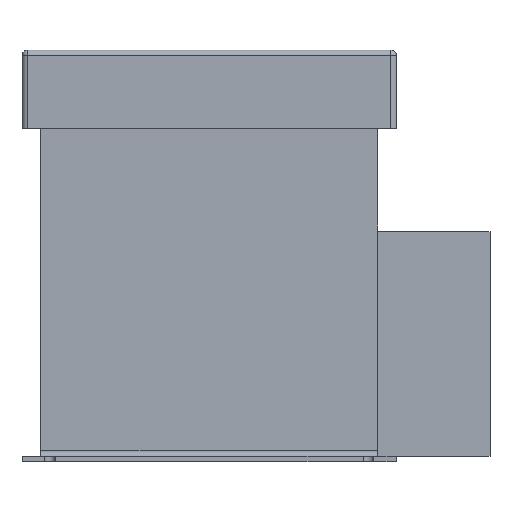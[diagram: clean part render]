
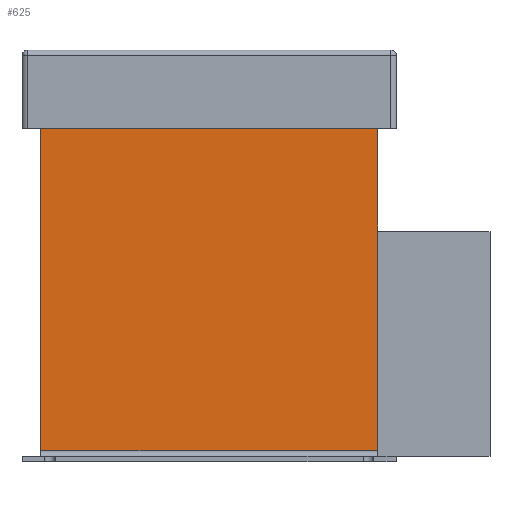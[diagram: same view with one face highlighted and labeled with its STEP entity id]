
A CAD part, left-side view. The second image highlights one B-rep face of the part: STEP entity #625.
In plain terms, the highlighted planar face has unit normal (-1, 0, 0).
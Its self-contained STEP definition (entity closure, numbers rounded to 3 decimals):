
#625=ADVANCED_FACE('',(#3591),#3593,.T.);
#3591=FACE_BOUND('',#3592,.T.);
#3592=EDGE_LOOP('',(#5958,#5959,#5960,#5961));
#3593=PLANE('',#3594);
#3594=AXIS2_PLACEMENT_3D('',#3595,#3596,#3597);
#3595=CARTESIAN_POINT('',(16.,0.,0.));
#3596=DIRECTION('',(-1.,0.,0.));
#3597=DIRECTION('',(0.,0.,-1.));
#5958=ORIENTED_EDGE('',*,*,#7647,.T.);
#5959=ORIENTED_EDGE('',*,*,#7648,.T.);
#5960=ORIENTED_EDGE('',*,*,#7607,.T.);
#5961=ORIENTED_EDGE('',*,*,#7649,.T.);
#7607=EDGE_CURVE('',#8555,#8556,#8557,.T.);
#7647=EDGE_CURVE('',#8616,#8617,#8618,.T.);
#7648=EDGE_CURVE('',#8617,#8555,#8619,.T.);
#7649=EDGE_CURVE('',#8556,#8616,#8620,.T.);
#8555=VERTEX_POINT('',#10327);
#8556=VERTEX_POINT('',#10328);
#8557=LINE('',#10329,#10330);
#8616=VERTEX_POINT('',#10518);
#8617=VERTEX_POINT('',#10519);
#8618=LINE('',#10520,#10521);
#8619=LINE('',#10523,#10524);
#8620=LINE('',#10526,#10527);
#10327=CARTESIAN_POINT('',(16.,10.,178.));
#10328=CARTESIAN_POINT('',(16.,190.,178.));
#10329=CARTESIAN_POINT('',(16.,10.,178.));
#10330=VECTOR('',#10331,1.);
#10331=DIRECTION('',(0.,1.,0.));
#10518=CARTESIAN_POINT('',(16.,190.,6.));
#10519=CARTESIAN_POINT('',(16.,10.,6.));
#10520=CARTESIAN_POINT('',(16.,190.,6.));
#10521=VECTOR('',#10522,1.);
#10522=DIRECTION('',(0.,-1.,0.));
#10523=CARTESIAN_POINT('',(16.,10.,6.));
#10524=VECTOR('',#10525,1.);
#10525=DIRECTION('',(0.,0.,1.));
#10526=CARTESIAN_POINT('',(16.,190.,178.));
#10527=VECTOR('',#10528,1.);
#10528=DIRECTION('',(0.,0.,-1.));
